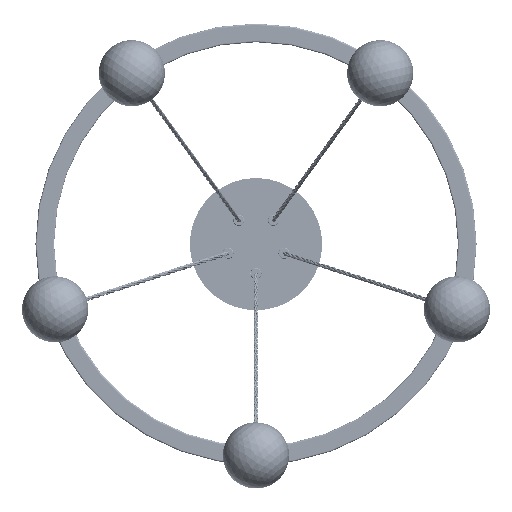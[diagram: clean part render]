
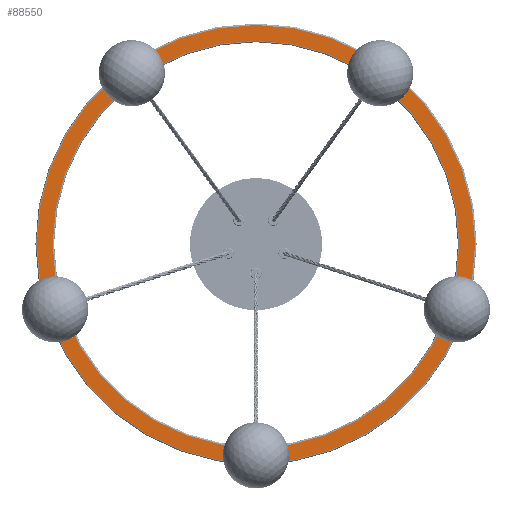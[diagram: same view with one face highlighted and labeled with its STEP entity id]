
A CAD part, front view. The second image highlights one B-rep face of the part: STEP entity #88550.
In plain terms, the highlighted planar face has unit normal (0, -1, 0).
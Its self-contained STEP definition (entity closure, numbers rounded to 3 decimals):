
#14 = VERTEX_POINT ( 'NONE', #94853 ) ;
#294 = AXIS2_PLACEMENT_3D ( 'NONE', #84296, #84820, #75134 ) ;
#404 = AXIS2_PLACEMENT_3D ( 'NONE', #47363, #46830, #47897 ) ;
#1540 = DIRECTION ( 'NONE',  ( 0., 0., 1. ) ) ;
#2735 = DIRECTION ( 'NONE',  ( 0., 1., 0. ) ) ;
#3669 = CARTESIAN_POINT ( 'NONE',  ( 0., 0., 0. ) ) ;
#3737 = ORIENTED_EDGE ( 'NONE', *, *, #72443, .T. ) ;
#5567 = CARTESIAN_POINT ( 'NONE',  ( 0., 0., -276.6 ) ) ;
#7721 = ORIENTED_EDGE ( 'NONE', *, *, #52760, .T. ) ;
#8332 = CARTESIAN_POINT ( 'NONE',  ( 0., 0., -287.3 ) ) ;
#8336 = CIRCLE ( 'NONE', #84284, 5. ) ;
#8864 = VERTEX_POINT ( 'NONE', #42353 ) ;
#9613 = DIRECTION ( 'NONE',  ( -0.951, 0., 0.309 ) ) ;
#10836 = CARTESIAN_POINT ( 'NONE',  ( 0., 0., 0. ) ) ;
#12629 = ORIENTED_EDGE ( 'NONE', *, *, #57480, .T. ) ;
#12956 = ORIENTED_EDGE ( 'NONE', *, *, #20469, .T. ) ;
#13155 = CIRCLE ( 'NONE', #26978, 5. ) ;
#14481 = FACE_BOUND ( 'NONE', #82013, .T. ) ;
#17511 = DIRECTION ( 'NONE',  ( 0., 0., 1. ) ) ;
#17752 = VERTEX_POINT ( 'NONE', #34183 ) ;
#17757 = EDGE_CURVE ( 'NONE', #83127, #99025, #28589, .T. ) ;
#18728 = VERTEX_POINT ( 'NONE', #85301 ) ;
#19270 = CARTESIAN_POINT ( 'NONE',  ( -168.871, 0., 232.431 ) ) ;
#19330 = VERTEX_POINT ( 'NONE', #104711 ) ;
#19567 = DIRECTION ( 'NONE',  ( 0.588, 0., -0.809 ) ) ;
#19757 = EDGE_CURVE ( 'NONE', #8864, #100101, #13155, .T. ) ;
#20469 = EDGE_CURVE ( 'NONE', #105502, #14, #83834, .T. ) ;
#22767 = CARTESIAN_POINT ( 'NONE',  ( 165.932, 0., 228.385 ) ) ;
#24084 = CARTESIAN_POINT ( 'NONE',  ( -273.239, 0., -88.781 ) ) ;
#24159 = FACE_BOUND ( 'NONE', #25318, .T. ) ;
#25186 = AXIS2_PLACEMENT_3D ( 'NONE', #24084, #73761, #48945 ) ;
#25318 = EDGE_LOOP ( 'NONE', ( #43548, #12956 ) ) ;
#25390 = VERTEX_POINT ( 'NONE', #98293 ) ;
#26797 = DIRECTION ( 'NONE',  ( 0., 1., 0. ) ) ;
#26978 = AXIS2_PLACEMENT_3D ( 'NONE', #99806, #59323, #9613 ) ;
#28589 = CIRCLE ( 'NONE', #66524, 5. ) ;
#31048 = VERTEX_POINT ( 'NONE', #22767 ) ;
#32278 = FACE_BOUND ( 'NONE', #84391, .T. ) ;
#34183 = CARTESIAN_POINT ( 'NONE',  ( 0., 0., 298. ) ) ;
#35625 = EDGE_LOOP ( 'NONE', ( #7721, #12629 ) ) ;
#38219 = CIRCLE ( 'NONE', #84735, 276.6 ) ;
#38521 = DIRECTION ( 'NONE',  ( 0., -1., 0. ) ) ;
#38987 = VERTEX_POINT ( 'NONE', #5567 ) ;
#40615 = CARTESIAN_POINT ( 'NONE',  ( -277.994, 0., -90.326 ) ) ;
#41310 = DIRECTION ( 'NONE',  ( 0., 1., 0. ) ) ;
#42207 = CIRCLE ( 'NONE', #95664, 5. ) ;
#42353 = CARTESIAN_POINT ( 'NONE',  ( 268.483, 0., -87.235 ) ) ;
#42618 = DIRECTION ( 'NONE',  ( 0., 1., 0. ) ) ;
#43548 = ORIENTED_EDGE ( 'NONE', *, *, #105821, .T. ) ;
#44450 = ORIENTED_EDGE ( 'NONE', *, *, #19757, .T. ) ;
#45029 = CARTESIAN_POINT ( 'NONE',  ( 171.81, 0., 236.476 ) ) ;
#46830 = DIRECTION ( 'NONE',  ( 0., 1., 0. ) ) ;
#46905 = CARTESIAN_POINT ( 'NONE',  ( 0., 0., 0. ) ) ;
#46910 = CIRCLE ( 'NONE', #294, 298. ) ;
#47002 = CIRCLE ( 'NONE', #404, 5. ) ;
#47133 = AXIS2_PLACEMENT_3D ( 'NONE', #8332, #41310, #17511 ) ;
#47139 = DIRECTION ( 'NONE',  ( 0., 1., 0. ) ) ;
#47363 = CARTESIAN_POINT ( 'NONE',  ( 0., 0., -287.3 ) ) ;
#47435 = FACE_BOUND ( 'NONE', #77857, .T. ) ;
#47668 = DIRECTION ( 'NONE',  ( 0.951, 0., 0.309 ) ) ;
#47744 = ORIENTED_EDGE ( 'NONE', *, *, #82049, .T. ) ;
#47897 = DIRECTION ( 'NONE',  ( 0., 0., 1. ) ) ;
#48193 = CARTESIAN_POINT ( 'NONE',  ( -273.239, 0., -88.781 ) ) ;
#48590 = CIRCLE ( 'NONE', #67560, 5. ) ;
#48945 = DIRECTION ( 'NONE',  ( 0.951, 0., 0.309 ) ) ;
#50848 = CIRCLE ( 'NONE', #104239, 276.6 ) ;
#51657 = CARTESIAN_POINT ( 'NONE',  ( 168.871, 0., 232.431 ) ) ;
#52531 = DIRECTION ( 'NONE',  ( 0., 1., 0. ) ) ;
#52760 = EDGE_CURVE ( 'NONE', #19330, #38987, #50848, .T. ) ;
#53549 = EDGE_CURVE ( 'NONE', #82622, #31048, #42207, .T. ) ;
#53903 = DIRECTION ( 'NONE',  ( 0., 0., 1. ) ) ;
#56595 = DIRECTION ( 'NONE',  ( 0., 0., 1. ) ) ;
#57329 = ORIENTED_EDGE ( 'NONE', *, *, #17757, .T. ) ;
#57385 = DIRECTION ( 'NONE',  ( 0., 1., 0. ) ) ;
#57480 = EDGE_CURVE ( 'NONE', #38987, #19330, #38219, .T. ) ;
#59323 = DIRECTION ( 'NONE',  ( 0., 1., 0. ) ) ;
#59351 = EDGE_LOOP ( 'NONE', ( #103929, #100231 ) ) ;
#60285 = DIRECTION ( 'NONE',  ( -0.588, 0., -0.809 ) ) ;
#60419 = CARTESIAN_POINT ( 'NONE',  ( -171.81, 0., 236.476 ) ) ;
#62099 = EDGE_CURVE ( 'NONE', #82936, #18728, #47002, .T. ) ;
#63942 = AXIS2_PLACEMENT_3D ( 'NONE', #79535, #38521, #77929 ) ;
#64682 = FACE_BOUND ( 'NONE', #35625, .T. ) ;
#64897 = CARTESIAN_POINT ( 'NONE',  ( 277.994, 0., -90.326 ) ) ;
#66058 = AXIS2_PLACEMENT_3D ( 'NONE', #46905, #104653, #56595 ) ;
#66524 = AXIS2_PLACEMENT_3D ( 'NONE', #75738, #52531, #19567 ) ;
#67560 = AXIS2_PLACEMENT_3D ( 'NONE', #19270, #68428, #101350 ) ;
#68428 = DIRECTION ( 'NONE',  ( 0., 1., 0. ) ) ;
#69615 = DIRECTION ( 'NONE',  ( 0., 1., 0. ) ) ;
#69805 = EDGE_CURVE ( 'NONE', #25390, #17752, #105560, .T. ) ;
#70147 = CARTESIAN_POINT ( 'NONE',  ( 168.871, 0., 232.431 ) ) ;
#70694 = CARTESIAN_POINT ( 'NONE',  ( -165.932, 0., 228.385 ) ) ;
#71202 = FACE_BOUND ( 'NONE', #98226, .T. ) ;
#71732 = PLANE ( 'NONE',  #66058 ) ;
#72443 = EDGE_CURVE ( 'NONE', #100101, #8864, #77735, .T. ) ;
#72927 = AXIS2_PLACEMENT_3D ( 'NONE', #70147, #69615, #103601 ) ;
#73761 = DIRECTION ( 'NONE',  ( 0., 1., 0. ) ) ;
#75090 = EDGE_CURVE ( 'NONE', #99025, #83127, #48590, .T. ) ;
#75134 = DIRECTION ( 'NONE',  ( 0., 0., 1. ) ) ;
#75342 = EDGE_CURVE ( 'NONE', #17752, #25390, #46910, .T. ) ;
#75738 = CARTESIAN_POINT ( 'NONE',  ( -168.871, 0., 232.431 ) ) ;
#76388 = CIRCLE ( 'NONE', #47133, 5. ) ;
#76690 = ORIENTED_EDGE ( 'NONE', *, *, #53549, .T. ) ;
#77735 = CIRCLE ( 'NONE', #88070, 5. ) ;
#77857 = EDGE_LOOP ( 'NONE', ( #81364, #47744 ) ) ;
#77929 = DIRECTION ( 'NONE',  ( 0., 0., 1. ) ) ;
#79535 = CARTESIAN_POINT ( 'NONE',  ( 0., 0., 0. ) ) ;
#81364 = ORIENTED_EDGE ( 'NONE', *, *, #62099, .T. ) ;
#82013 = EDGE_LOOP ( 'NONE', ( #94375, #76690 ) ) ;
#82049 = EDGE_CURVE ( 'NONE', #18728, #82936, #76388, .T. ) ;
#82622 = VERTEX_POINT ( 'NONE', #45029 ) ;
#82936 = VERTEX_POINT ( 'NONE', #93363 ) ;
#83127 = VERTEX_POINT ( 'NONE', #70694 ) ;
#83834 = CIRCLE ( 'NONE', #25186, 5. ) ;
#84284 = AXIS2_PLACEMENT_3D ( 'NONE', #48193, #47139, #47668 ) ;
#84296 = CARTESIAN_POINT ( 'NONE',  ( 0., 0., 0. ) ) ;
#84391 = EDGE_LOOP ( 'NONE', ( #57329, #92326 ) ) ;
#84735 = AXIS2_PLACEMENT_3D ( 'NONE', #10836, #2735, #53903 ) ;
#84820 = DIRECTION ( 'NONE',  ( 0., -1., 0. ) ) ;
#85301 = CARTESIAN_POINT ( 'NONE',  ( 0., 0., -292.3 ) ) ;
#88070 = AXIS2_PLACEMENT_3D ( 'NONE', #90287, #57385, #99473 ) ;
#88550 = ADVANCED_FACE ( 'NONE', ( #71202, #14481, #32278, #24159, #47435, #90023, #64682 ), #71732, .F. ) ;
#89070 = EDGE_CURVE ( 'NONE', #31048, #82622, #90165, .T. ) ;
#90023 = FACE_OUTER_BOUND ( 'NONE', #59351, .T. ) ;
#90165 = CIRCLE ( 'NONE', #72927, 5. ) ;
#90287 = CARTESIAN_POINT ( 'NONE',  ( 273.239, 0., -88.781 ) ) ;
#92326 = ORIENTED_EDGE ( 'NONE', *, *, #75090, .T. ) ;
#93363 = CARTESIAN_POINT ( 'NONE',  ( 0., 0., -282.3 ) ) ;
#94375 = ORIENTED_EDGE ( 'NONE', *, *, #89070, .T. ) ;
#94853 = CARTESIAN_POINT ( 'NONE',  ( -268.483, 0., -87.235 ) ) ;
#95664 = AXIS2_PLACEMENT_3D ( 'NONE', #51657, #26797, #60285 ) ;
#98226 = EDGE_LOOP ( 'NONE', ( #44450, #3737 ) ) ;
#98293 = CARTESIAN_POINT ( 'NONE',  ( 0., 0., -298. ) ) ;
#99025 = VERTEX_POINT ( 'NONE', #60419 ) ;
#99473 = DIRECTION ( 'NONE',  ( -0.951, 0., 0.309 ) ) ;
#99806 = CARTESIAN_POINT ( 'NONE',  ( 273.239, 0., -88.781 ) ) ;
#100101 = VERTEX_POINT ( 'NONE', #64897 ) ;
#100231 = ORIENTED_EDGE ( 'NONE', *, *, #69805, .T. ) ;
#101350 = DIRECTION ( 'NONE',  ( 0.588, 0., -0.809 ) ) ;
#103601 = DIRECTION ( 'NONE',  ( -0.588, 0., -0.809 ) ) ;
#103929 = ORIENTED_EDGE ( 'NONE', *, *, #75342, .T. ) ;
#104239 = AXIS2_PLACEMENT_3D ( 'NONE', #3669, #42618, #1540 ) ;
#104653 = DIRECTION ( 'NONE',  ( 0., 1., 0. ) ) ;
#104711 = CARTESIAN_POINT ( 'NONE',  ( 0., 0., 276.6 ) ) ;
#105502 = VERTEX_POINT ( 'NONE', #40615 ) ;
#105560 = CIRCLE ( 'NONE', #63942, 298. ) ;
#105821 = EDGE_CURVE ( 'NONE', #14, #105502, #8336, .T. ) ;
